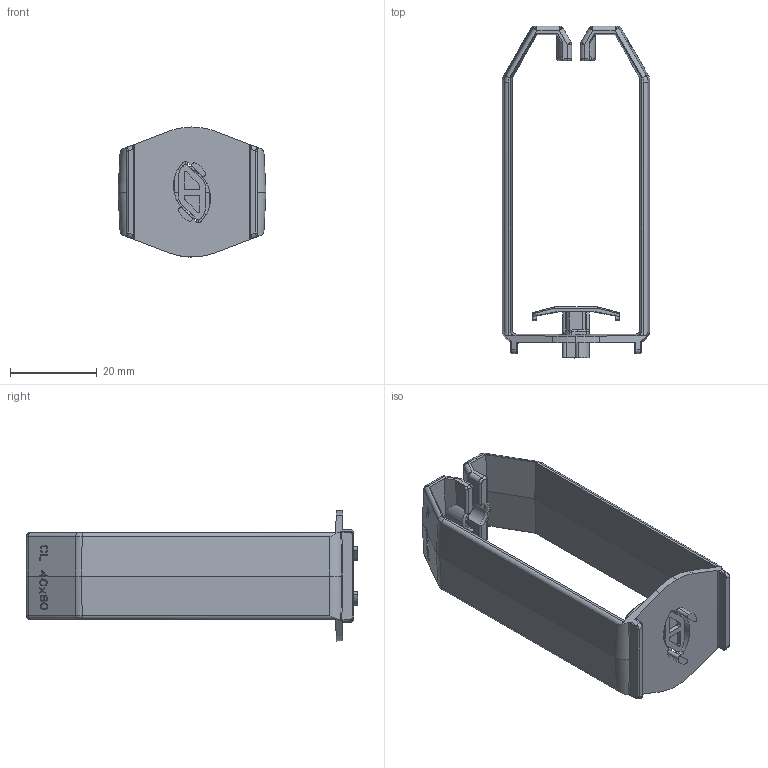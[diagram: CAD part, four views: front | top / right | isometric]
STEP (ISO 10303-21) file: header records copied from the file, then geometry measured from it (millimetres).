
FILE_DESCRIPTION (( 'STEP AP203' ), '1' );
FILE_NAME ('CL-1530.step', '2020-08-27T16:21:11', ( '' ), ( '' ), 'SwSTEP 2.0', 'SolidWorks 2019', '' );
FILE_SCHEMA (( 'CONFIG_CONTROL_DESIGN' ));
Length unit declared in the file: inch
Products named in the file (1): CL-1530
Bounding box: 34.1 x 76.5 x 29.98 mm (x, y, z)
Volume: 8057 mm3; surface area: 10120.2 mm2
Topology: 1 solids, 1 shells, 803 faces, 2186 edges, 1396 vertices
Faces by surface type: plane 565, cylinder 180, bspline 55, torus 3
Entity records: 29027 total; most frequent: CARTESIAN_POINT 10071, ORIENTED_EDGE 4336, DIRECTION 3215, EDGE_CURVE 2168, VECTOR 1591, LINE 1591, VERTEX_POINT 1396, EDGE_LOOP 840
